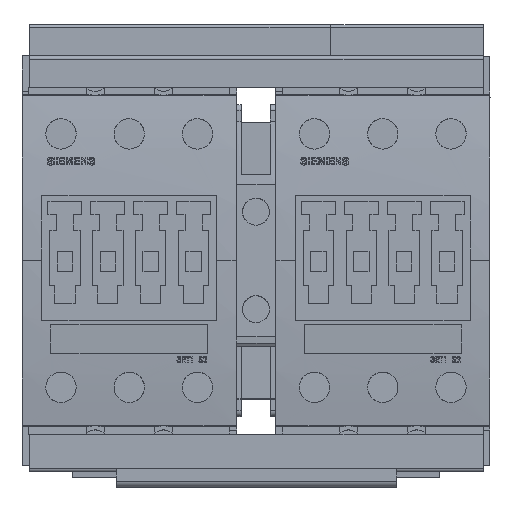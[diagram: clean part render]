
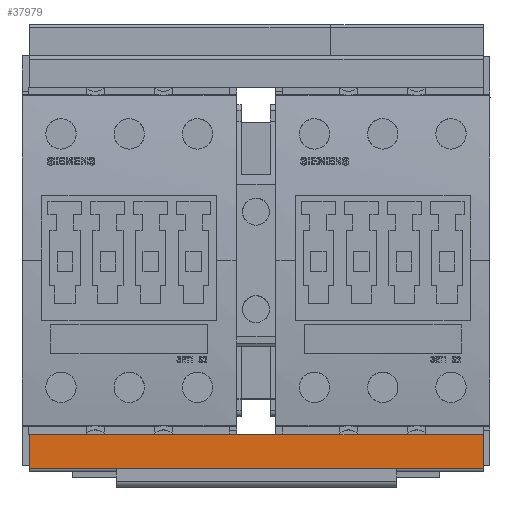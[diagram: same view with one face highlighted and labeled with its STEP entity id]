
A CAD part, top view. The second image highlights one B-rep face of the part: STEP entity #37979.
In plain terms, the highlighted face is planar.
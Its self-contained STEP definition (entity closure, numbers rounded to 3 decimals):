
#37138 = EDGE_LOOP ( 'NONE', ( #37969, #37959, #37961, #37964 ) ) ;
#37879 = VERTEX_POINT ( 'NONE', #67448 ) ;
#37904 = VERTEX_POINT ( 'NONE', #67520 ) ;
#37922 = EDGE_CURVE ( 'NONE', #37879, #37904, #67581, .T. ) ;
#37954 = EDGE_CURVE ( 'NONE', #37986, #37956, #67638, .T. ) ;
#37956 = VERTEX_POINT ( 'NONE', #67634 ) ;
#37959 = ORIENTED_EDGE ( 'NONE', *, *, #37922, .F. ) ;
#37961 = ORIENTED_EDGE ( 'NONE', *, *, #37982, .F. ) ;
#37964 = ORIENTED_EDGE ( 'NONE', *, *, #37954, .T. ) ;
#37969 = ORIENTED_EDGE ( 'NONE', *, *, #37971, .T. ) ;
#37971 = EDGE_CURVE ( 'NONE', #37956, #37904, #67632, .T. ) ;
#37979 = ADVANCED_FACE ( 'NONE', ( #67628 ), #67613, .F. ) ;
#37982 = EDGE_CURVE ( 'NONE', #37986, #37879, #67673, .T. ) ;
#37986 = VERTEX_POINT ( 'NONE', #67668 ) ;
#67448 = CARTESIAN_POINT ( 'NONE',  ( -16.328, 19.851, -97.774 ) ) ;
#67520 = CARTESIAN_POINT ( 'NONE',  ( -132.628, 19.851, -97.774 ) ) ;
#67578 = DIRECTION ( 'NONE',  ( -1., 0., 0. ) ) ;
#67579 = VECTOR ( 'NONE', #67578, 1000. ) ;
#67580 = CARTESIAN_POINT ( 'NONE',  ( -149.547, 19.851, -97.774 ) ) ;
#67581 = LINE ( 'NONE', #67580, #67579 ) ;
#67613 = PLANE ( 'NONE',  #67677 ) ;
#67628 = FACE_OUTER_BOUND ( 'NONE', #37138, .T. ) ;
#67629 = DIRECTION ( 'NONE',  ( 0., 0., -1. ) ) ;
#67630 = VECTOR ( 'NONE', #67629, 1000. ) ;
#67631 = CARTESIAN_POINT ( 'NONE',  ( -132.628, 19.851, -88.737 ) ) ;
#67632 = LINE ( 'NONE', #67631, #67630 ) ;
#67634 = CARTESIAN_POINT ( 'NONE',  ( -132.628, 19.851, -89.074 ) ) ;
#67635 = DIRECTION ( 'NONE',  ( -1., 0., 0. ) ) ;
#67636 = VECTOR ( 'NONE', #67635, 1000. ) ;
#67637 = CARTESIAN_POINT ( 'NONE',  ( -149.547, 19.851, -89.074 ) ) ;
#67638 = LINE ( 'NONE', #67637, #67636 ) ;
#67668 = CARTESIAN_POINT ( 'NONE',  ( -16.328, 19.851, -89.074 ) ) ;
#67670 = DIRECTION ( 'NONE',  ( 0., 0., -1. ) ) ;
#67671 = VECTOR ( 'NONE', #67670, 1000. ) ;
#67672 = CARTESIAN_POINT ( 'NONE',  ( -16.328, 19.851, -89.074 ) ) ;
#67673 = LINE ( 'NONE', #67672, #67671 ) ;
#67674 = DIRECTION ( 'NONE',  ( 0., 0., 1. ) ) ;
#67675 = DIRECTION ( 'NONE',  ( 0., 1., 0. ) ) ;
#67676 = CARTESIAN_POINT ( 'NONE',  ( -149.547, 19.851, -89.074 ) ) ;
#67677 = AXIS2_PLACEMENT_3D ( 'NONE', #67676, #67675, #67674 ) ;
